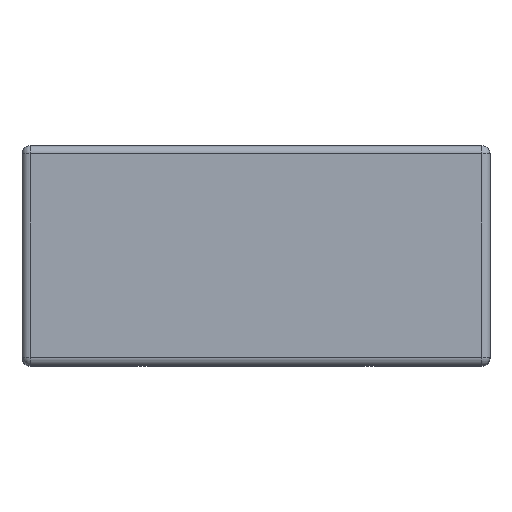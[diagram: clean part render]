
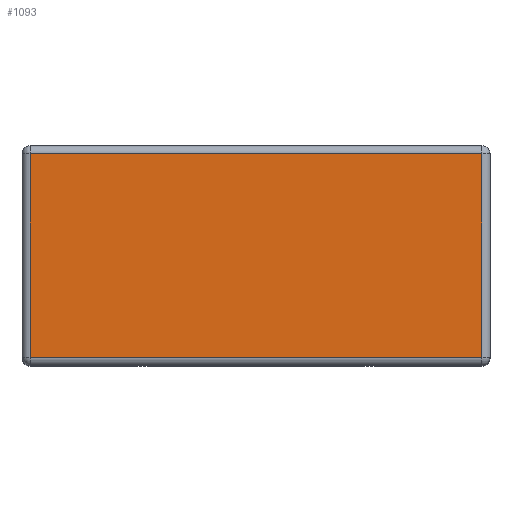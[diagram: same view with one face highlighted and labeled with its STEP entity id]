
A CAD part, top view. The second image highlights one B-rep face of the part: STEP entity #1093.
In plain terms, the highlighted planar face has unit normal (0, 0, 1).
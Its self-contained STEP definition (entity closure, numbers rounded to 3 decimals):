
#44 = ORIENTED_EDGE ( 'NONE', *, *, #1551, .T. ) ;
#48 = LINE ( 'NONE', #269, #1498 ) ;
#124 = LINE ( 'NONE', #1360, #288 ) ;
#165 = DIRECTION ( 'NONE',  ( 0., 0., 1. ) ) ;
#195 = PLANE ( 'NONE',  #1588 ) ;
#196 = ORIENTED_EDGE ( 'NONE', *, *, #318, .T. ) ;
#269 = CARTESIAN_POINT ( 'NONE',  ( -4.25, 1.85, 8. ) ) ;
#288 = VECTOR ( 'NONE', #449, 1000. ) ;
#318 = EDGE_CURVE ( 'NONE', #2081, #1606, #367, .T. ) ;
#329 = CARTESIAN_POINT ( 'NONE',  ( 0., 0., 8. ) ) ;
#367 = LINE ( 'NONE', #1099, #1495 ) ;
#449 = DIRECTION ( 'NONE',  ( 1., 0., 0. ) ) ;
#466 = CARTESIAN_POINT ( 'NONE',  ( -4.1, -1.85, 8. ) ) ;
#468 = EDGE_CURVE ( 'NONE', #619, #1073, #1153, .T. ) ;
#619 = VERTEX_POINT ( 'NONE', #1312 ) ;
#673 = ORIENTED_EDGE ( 'NONE', *, *, #693, .T. ) ;
#693 = EDGE_CURVE ( 'NONE', #1606, #619, #48, .T. ) ;
#718 = ORIENTED_EDGE ( 'NONE', *, *, #468, .T. ) ;
#993 = CARTESIAN_POINT ( 'NONE',  ( 4.1, -1.85, 8. ) ) ;
#1066 = DIRECTION ( 'NONE',  ( 1., 0., 0. ) ) ;
#1073 = VERTEX_POINT ( 'NONE', #466 ) ;
#1093 = ADVANCED_FACE ( 'NONE', ( #1994 ), #195, .T. ) ;
#1099 = CARTESIAN_POINT ( 'NONE',  ( 4.1, 2., 8. ) ) ;
#1153 = LINE ( 'NONE', #1720, #1935 ) ;
#1312 = CARTESIAN_POINT ( 'NONE',  ( -4.1, 1.85, 8. ) ) ;
#1360 = CARTESIAN_POINT ( 'NONE',  ( 4.25, -1.85, 8. ) ) ;
#1375 = CARTESIAN_POINT ( 'NONE',  ( 4.1, 1.85, 8. ) ) ;
#1495 = VECTOR ( 'NONE', #1661, 1000. ) ;
#1498 = VECTOR ( 'NONE', #2086, 1000. ) ;
#1504 = EDGE_LOOP ( 'NONE', ( #196, #673, #718, #44 ) ) ;
#1551 = EDGE_CURVE ( 'NONE', #1073, #2081, #124, .T. ) ;
#1588 = AXIS2_PLACEMENT_3D ( 'NONE', #329, #165, #1066 ) ;
#1606 = VERTEX_POINT ( 'NONE', #1375 ) ;
#1661 = DIRECTION ( 'NONE',  ( 0., 1., 0. ) ) ;
#1720 = CARTESIAN_POINT ( 'NONE',  ( -4.1, -2., 8. ) ) ;
#1914 = DIRECTION ( 'NONE',  ( 0., -1., 0. ) ) ;
#1935 = VECTOR ( 'NONE', #1914, 1000. ) ;
#1994 = FACE_OUTER_BOUND ( 'NONE', #1504, .T. ) ;
#2081 = VERTEX_POINT ( 'NONE', #993 ) ;
#2086 = DIRECTION ( 'NONE',  ( -1., 0., 0. ) ) ;
